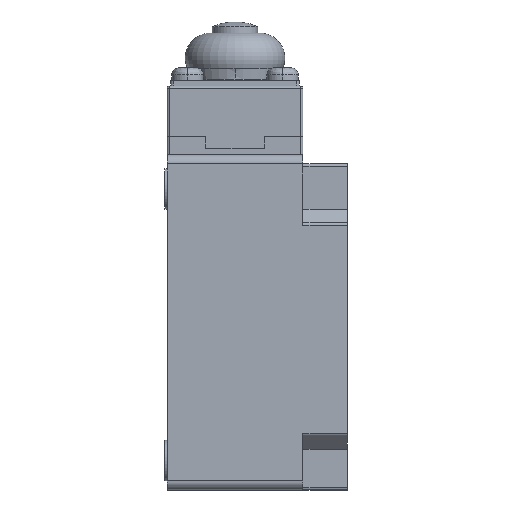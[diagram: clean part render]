
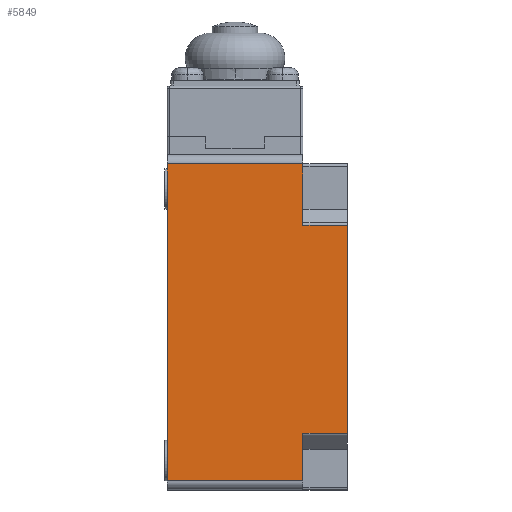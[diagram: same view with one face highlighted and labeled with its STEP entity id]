
A CAD part, left-side view. The second image highlights one B-rep face of the part: STEP entity #5849.
In plain terms, the highlighted planar face has unit normal (-1, 0, 0).
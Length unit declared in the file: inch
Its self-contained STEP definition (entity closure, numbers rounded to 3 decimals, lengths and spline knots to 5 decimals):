
#243 = CARTESIAN_POINT ( 'NONE',  ( -0.80709, -1.20079, -2.53937 ) ) ;
#393 = EDGE_CURVE ( 'NONE', #8653, #8544, #2486, .T. ) ;
#418 = ORIENTED_EDGE ( 'NONE', *, *, #2068, .T. ) ;
#510 = ORIENTED_EDGE ( 'NONE', *, *, #7229, .T. ) ;
#559 = VECTOR ( 'NONE', #5069, 39.37008 ) ;
#869 = VERTEX_POINT ( 'NONE', #8001 ) ;
#969 = EDGE_LOOP ( 'NONE', ( #510, #3715, #418, #5117, #6656, #1320, #2499, #8347 ) ) ;
#975 = CARTESIAN_POINT ( 'NONE',  ( -0.80709, -1.58465, -0.31496 ) ) ;
#1115 = DIRECTION ( 'NONE',  ( 0., 0., 1. ) ) ;
#1320 = ORIENTED_EDGE ( 'NONE', *, *, #5492, .T. ) ;
#1415 = VECTOR ( 'NONE', #7207, 39.37008 ) ;
#1498 = DIRECTION ( 'NONE',  ( -1., 0., 0. ) ) ;
#1564 = AXIS2_PLACEMENT_3D ( 'NONE', #8102, #1498, #4773 ) ;
#1579 = LINE ( 'NONE', #4718, #3765 ) ;
#1976 = DIRECTION ( 'NONE',  ( 0., 0., 1. ) ) ;
#2068 = EDGE_CURVE ( 'NONE', #5611, #8204, #6730, .T. ) ;
#2369 = CARTESIAN_POINT ( 'NONE',  ( -0.80709, -1.58465, -2.12598 ) ) ;
#2462 = CARTESIAN_POINT ( 'NONE',  ( -0.80709, -1.20079, -2.61811 ) ) ;
#2486 = LINE ( 'NONE', #8158, #6342 ) ;
#2499 = ORIENTED_EDGE ( 'NONE', *, *, #8366, .T. ) ;
#2549 = VECTOR ( 'NONE', #1115, 39.37008 ) ;
#2940 = CARTESIAN_POINT ( 'NONE',  ( -0.80709, -0.01969, -2.53937 ) ) ;
#2949 = EDGE_CURVE ( 'NONE', #5611, #3960, #5346, .T. ) ;
#3225 = FACE_OUTER_BOUND ( 'NONE', #969, .T. ) ;
#3607 = LINE ( 'NONE', #4413, #1415 ) ;
#3649 = VERTEX_POINT ( 'NONE', #7024 ) ;
#3715 = ORIENTED_EDGE ( 'NONE', *, *, #2949, .F. ) ;
#3765 = VECTOR ( 'NONE', #1976, 39.37008 ) ;
#3960 = VERTEX_POINT ( 'NONE', #2940 ) ;
#4067 = VERTEX_POINT ( 'NONE', #4257 ) ;
#4071 = CARTESIAN_POINT ( 'NONE',  ( -0.80709, -0.01969, -2.12598 ) ) ;
#4153 = VECTOR ( 'NONE', #6044, 39.37008 ) ;
#4257 = CARTESIAN_POINT ( 'NONE',  ( -0.80709, -1.20079, -0.31496 ) ) ;
#4413 = CARTESIAN_POINT ( 'NONE',  ( -0.80709, -0.01969, 0.37402 ) ) ;
#4718 = CARTESIAN_POINT ( 'NONE',  ( -0.80709, -1.20079, -2.61811 ) ) ;
#4773 = DIRECTION ( 'NONE',  ( 0., 0., 1. ) ) ;
#5038 = DIRECTION ( 'NONE',  ( 0., 1., 0. ) ) ;
#5069 = DIRECTION ( 'NONE',  ( 0., 1., 0. ) ) ;
#5117 = ORIENTED_EDGE ( 'NONE', *, *, #5865, .T. ) ;
#5346 = LINE ( 'NONE', #5706, #559 ) ;
#5492 = EDGE_CURVE ( 'NONE', #8544, #4067, #5989, .T. ) ;
#5611 = VERTEX_POINT ( 'NONE', #243 ) ;
#5683 = VECTOR ( 'NONE', #5038, 39.37008 ) ;
#5706 = CARTESIAN_POINT ( 'NONE',  ( -0.80709, -0.01969, -2.53937 ) ) ;
#5849 = ADVANCED_FACE ( 'NONE', ( #3225 ), #8131, .T. ) ;
#5865 = EDGE_CURVE ( 'NONE', #8204, #8653, #6122, .T. ) ;
#5989 = LINE ( 'NONE', #7036, #7594 ) ;
#6044 = DIRECTION ( 'NONE',  ( 0., -1., 0. ) ) ;
#6122 = LINE ( 'NONE', #4071, #4153 ) ;
#6189 = EDGE_CURVE ( 'NONE', #869, #3649, #6323, .T. ) ;
#6194 = DIRECTION ( 'NONE',  ( 0., 1., 0. ) ) ;
#6323 = LINE ( 'NONE', #8475, #5683 ) ;
#6342 = VECTOR ( 'NONE', #6765, 39.37008 ) ;
#6656 = ORIENTED_EDGE ( 'NONE', *, *, #393, .T. ) ;
#6730 = LINE ( 'NONE', #2462, #2549 ) ;
#6765 = DIRECTION ( 'NONE',  ( 0., 0., 1. ) ) ;
#7024 = CARTESIAN_POINT ( 'NONE',  ( -0.80709, -0.01969, 0.21654 ) ) ;
#7036 = CARTESIAN_POINT ( 'NONE',  ( -0.80709, -0.01969, -0.31496 ) ) ;
#7207 = DIRECTION ( 'NONE',  ( 0., 0., -1. ) ) ;
#7229 = EDGE_CURVE ( 'NONE', #3649, #3960, #3607, .T. ) ;
#7594 = VECTOR ( 'NONE', #6194, 39.37008 ) ;
#7831 = CARTESIAN_POINT ( 'NONE',  ( -0.80709, -1.20079, -2.12598 ) ) ;
#8001 = CARTESIAN_POINT ( 'NONE',  ( -0.80709, -1.20079, 0.21654 ) ) ;
#8102 = CARTESIAN_POINT ( 'NONE',  ( -0.80709, -0.01969, -2.61811 ) ) ;
#8131 = PLANE ( 'NONE',  #1564 ) ;
#8158 = CARTESIAN_POINT ( 'NONE',  ( -0.80709, -1.58465, -2.61811 ) ) ;
#8204 = VERTEX_POINT ( 'NONE', #7831 ) ;
#8347 = ORIENTED_EDGE ( 'NONE', *, *, #6189, .T. ) ;
#8366 = EDGE_CURVE ( 'NONE', #4067, #869, #1579, .T. ) ;
#8475 = CARTESIAN_POINT ( 'NONE',  ( -0.80709, -0.01969, 0.21654 ) ) ;
#8544 = VERTEX_POINT ( 'NONE', #975 ) ;
#8653 = VERTEX_POINT ( 'NONE', #2369 ) ;
